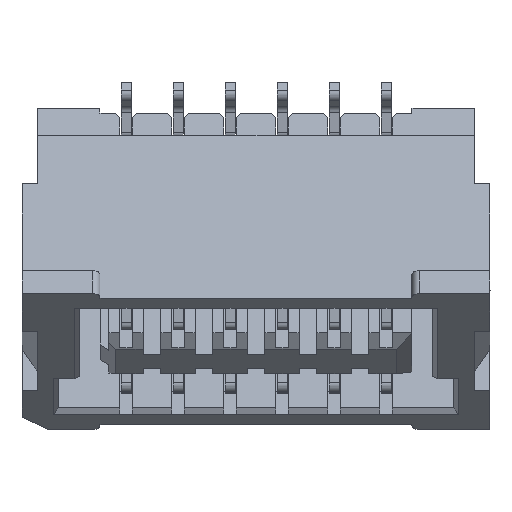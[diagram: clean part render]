
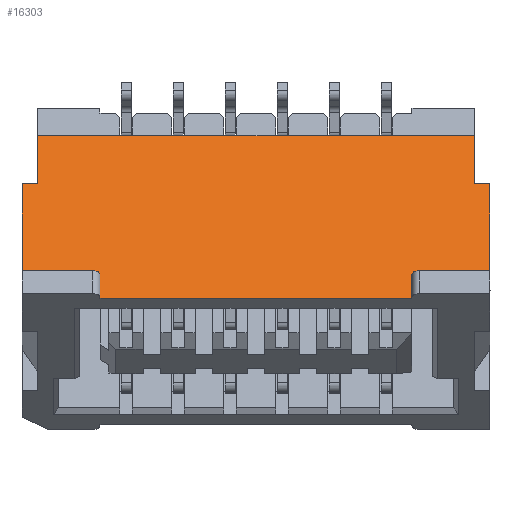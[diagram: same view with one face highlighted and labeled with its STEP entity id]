
A CAD part, left-side view. The second image highlights one B-rep face of the part: STEP entity #16303.
In plain terms, the highlighted planar face has unit normal (-0.882, 0, 0.471).
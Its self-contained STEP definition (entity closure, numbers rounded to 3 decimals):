
#838 = CARTESIAN_POINT ( 'NONE',  ( 4.924, 6.5, 0.639 ) ) ;
#879 = LINE ( 'NONE', #36295, #28878 ) ;
#901 = EDGE_LOOP ( 'NONE', ( #27502, #39583, #1168, #10575, #39861, #39783, #4487, #24858, #11900, #15192, #1332, #26865 ) ) ;
#1168 = ORIENTED_EDGE ( 'NONE', *, *, #7047, .F. ) ;
#1332 = ORIENTED_EDGE ( 'NONE', *, *, #10339, .F. ) ;
#3026 = DIRECTION ( 'NONE',  ( -0.471, 0., -0.882 ) ) ;
#3501 = VERTEX_POINT ( 'NONE', #10209 ) ;
#4374 = CARTESIAN_POINT ( 'NONE',  ( 4.948, -2.5, 0.683 ) ) ;
#4487 = ORIENTED_EDGE ( 'NONE', *, *, #6085, .T. ) ;
#4655 = VERTEX_POINT ( 'NONE', #27741 ) ;
#5661 = VECTOR ( 'NONE', #11535, 1000. ) ;
#6085 = EDGE_CURVE ( 'NONE', #19307, #27966, #11297, .T. ) ;
#6477 = EDGE_CURVE ( 'NONE', #12853, #34832, #879, .T. ) ;
#6869 = LINE ( 'NONE', #11218, #20658 ) ;
#7047 = EDGE_CURVE ( 'NONE', #20702, #12853, #31469, .T. ) ;
#7812 = EDGE_CURVE ( 'NONE', #31047, #27966, #39895, .T. ) ;
#8229 = CARTESIAN_POINT ( 'NONE',  ( 3.982, -2.6, -1.125 ) ) ;
#9016 = LINE ( 'NONE', #25356, #22773 ) ;
#9340 = CARTESIAN_POINT ( 'NONE',  ( 3.982, -2.6, -1.125 ) ) ;
#9694 = LINE ( 'NONE', #39089, #36703 ) ;
#10209 = CARTESIAN_POINT ( 'NONE',  ( 3.982, -2.5, -1.125 ) ) ;
#10339 = EDGE_CURVE ( 'NONE', #4655, #15597, #10389, .T. ) ;
#10389 = LINE ( 'NONE', #10844, #10756 ) ;
#10488 = CARTESIAN_POINT ( 'NONE',  ( 3.746, -1., -1.566 ) ) ;
#10530 = CARTESIAN_POINT ( 'NONE',  ( 3.982, 6.5, -1.125 ) ) ;
#10575 = ORIENTED_EDGE ( 'NONE', *, *, #11132, .F. ) ;
#10756 = VECTOR ( 'NONE', #20371, 1000. ) ;
#10844 = CARTESIAN_POINT ( 'NONE',  ( 4.924, -2.19, 0.639 ) ) ;
#11132 = EDGE_CURVE ( 'NONE', #38663, #20702, #9694, .T. ) ;
#11218 = CARTESIAN_POINT ( 'NONE',  ( 5.419, -2.288, 1.565 ) ) ;
#11297 = LINE ( 'NONE', #10488, #39014 ) ;
#11383 = VERTEX_POINT ( 'NONE', #34261 ) ;
#11535 = DIRECTION ( 'NONE',  ( 0., 1., 0. ) ) ;
#11550 = DIRECTION ( 'NONE',  ( 0.882, 0., -0.471 ) ) ;
#11900 = ORIENTED_EDGE ( 'NONE', *, *, #18799, .F. ) ;
#12853 = VERTEX_POINT ( 'NONE', #27768 ) ;
#13942 = AXIS2_PLACEMENT_3D ( 'NONE', #33275, #11550, #14440 ) ;
#14440 = DIRECTION ( 'NONE',  ( 0., -1., 0. ) ) ;
#14688 = DIRECTION ( 'NONE',  ( 0., -1., 0. ) ) ;
#15192 = ORIENTED_EDGE ( 'NONE', *, *, #22614, .F. ) ;
#15597 = VERTEX_POINT ( 'NONE', #40369 ) ;
#16084 = DIRECTION ( 'NONE',  ( 0., 1., 0. ) ) ;
#16303 = ADVANCED_FACE ( 'NONE', ( #20261 ), #30122, .F. ) ;
#16451 = CARTESIAN_POINT ( 'NONE',  ( 3.982, 5., -1.125 ) ) ;
#16935 = VECTOR ( 'NONE', #16084, 1000. ) ;
#16965 = VERTEX_POINT ( 'NONE', #16451 ) ;
#17870 = EDGE_CURVE ( 'NONE', #11383, #4655, #28713, .T. ) ;
#18799 = EDGE_CURVE ( 'NONE', #3501, #31047, #32890, .T. ) ;
#19290 = CARTESIAN_POINT ( 'NONE',  ( 5.419, 6.2, 1.565 ) ) ;
#19307 = VERTEX_POINT ( 'NONE', #19346 ) ;
#19346 = CARTESIAN_POINT ( 'NONE',  ( 3.746, 5., -1.566 ) ) ;
#20261 = FACE_OUTER_BOUND ( 'NONE', #901, .T. ) ;
#20371 = DIRECTION ( 'NONE',  ( 0., -1., 0. ) ) ;
#20658 = VECTOR ( 'NONE', #14688, 1000. ) ;
#20702 = VERTEX_POINT ( 'NONE', #838 ) ;
#21107 = EDGE_CURVE ( 'NONE', #16965, #38663, #30605, .T. ) ;
#22049 = CARTESIAN_POINT ( 'NONE',  ( 3.982, -1., -1.125 ) ) ;
#22614 = EDGE_CURVE ( 'NONE', #15597, #3501, #24018, .T. ) ;
#22773 = VECTOR ( 'NONE', #3026, 1000. ) ;
#24018 = LINE ( 'NONE', #4374, #37567 ) ;
#24149 = DIRECTION ( 'NONE',  ( 0.471, 0., 0.882 ) ) ;
#24858 = ORIENTED_EDGE ( 'NONE', *, *, #7812, .F. ) ;
#25010 = EDGE_CURVE ( 'NONE', #16965, #19307, #9016, .T. ) ;
#25356 = CARTESIAN_POINT ( 'NONE',  ( 3.982, 5., -1.125 ) ) ;
#25890 = DIRECTION ( 'NONE',  ( -0.471, 0., -0.882 ) ) ;
#26293 = VECTOR ( 'NONE', #34287, 1000. ) ;
#26865 = ORIENTED_EDGE ( 'NONE', *, *, #17870, .F. ) ;
#27502 = ORIENTED_EDGE ( 'NONE', *, *, #39726, .F. ) ;
#27598 = VECTOR ( 'NONE', #38691, 1000. ) ;
#27741 = CARTESIAN_POINT ( 'NONE',  ( 4.924, -2.2, 0.639 ) ) ;
#27768 = CARTESIAN_POINT ( 'NONE',  ( 4.924, 6.2, 0.639 ) ) ;
#27966 = VERTEX_POINT ( 'NONE', #40881 ) ;
#28713 = LINE ( 'NONE', #32280, #27598 ) ;
#28878 = VECTOR ( 'NONE', #24149, 1000. ) ;
#29944 = DIRECTION ( 'NONE',  ( 0., -1., 0. ) ) ;
#30122 = PLANE ( 'NONE',  #13942 ) ;
#30605 = LINE ( 'NONE', #9340, #16935 ) ;
#31047 = VERTEX_POINT ( 'NONE', #39690 ) ;
#31469 = LINE ( 'NONE', #32016, #32453 ) ;
#32016 = CARTESIAN_POINT ( 'NONE',  ( 4.924, 6.19, 0.639 ) ) ;
#32120 = DIRECTION ( 'NONE',  ( 0.471, 0., 0.882 ) ) ;
#32280 = CARTESIAN_POINT ( 'NONE',  ( 3.706, -2.2, -1.641 ) ) ;
#32453 = VECTOR ( 'NONE', #34043, 1000. ) ;
#32890 = LINE ( 'NONE', #8229, #5661 ) ;
#33275 = CARTESIAN_POINT ( 'NONE',  ( 5.453, 2.6, 1.627 ) ) ;
#34043 = DIRECTION ( 'NONE',  ( 0., -1., 0. ) ) ;
#34261 = CARTESIAN_POINT ( 'NONE',  ( 5.419, -2.2, 1.565 ) ) ;
#34287 = DIRECTION ( 'NONE',  ( -0.471, 0., -0.882 ) ) ;
#34832 = VERTEX_POINT ( 'NONE', #19290 ) ;
#36295 = CARTESIAN_POINT ( 'NONE',  ( 3.706, 6.2, -1.641 ) ) ;
#36703 = VECTOR ( 'NONE', #32120, 1000. ) ;
#37567 = VECTOR ( 'NONE', #25890, 1000. ) ;
#38663 = VERTEX_POINT ( 'NONE', #10530 ) ;
#38691 = DIRECTION ( 'NONE',  ( -0.471, 0., -0.882 ) ) ;
#39014 = VECTOR ( 'NONE', #29944, 1000. ) ;
#39089 = CARTESIAN_POINT ( 'NONE',  ( 4.948, 6.5, 0.683 ) ) ;
#39583 = ORIENTED_EDGE ( 'NONE', *, *, #6477, .F. ) ;
#39690 = CARTESIAN_POINT ( 'NONE',  ( 3.982, -1., -1.125 ) ) ;
#39726 = EDGE_CURVE ( 'NONE', #34832, #11383, #6869, .T. ) ;
#39783 = ORIENTED_EDGE ( 'NONE', *, *, #25010, .T. ) ;
#39861 = ORIENTED_EDGE ( 'NONE', *, *, #21107, .F. ) ;
#39895 = LINE ( 'NONE', #22049, #26293 ) ;
#40369 = CARTESIAN_POINT ( 'NONE',  ( 4.924, -2.5, 0.639 ) ) ;
#40881 = CARTESIAN_POINT ( 'NONE',  ( 3.746, -1., -1.566 ) ) ;
